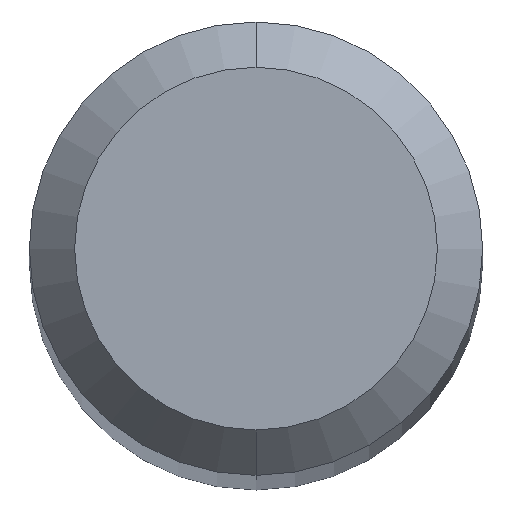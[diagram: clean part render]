
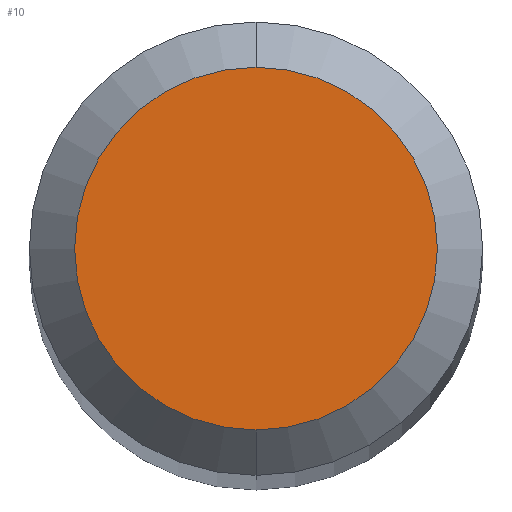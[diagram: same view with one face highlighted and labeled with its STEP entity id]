
A CAD part, top view. The second image highlights one B-rep face of the part: STEP entity #10.
In plain terms, the highlighted planar face has unit normal (0, 0, 1).
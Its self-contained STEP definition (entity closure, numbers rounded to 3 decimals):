
#2 = VERTEX_POINT ( 'NONE', #136 ) ;
#5 = CARTESIAN_POINT ( 'NONE',  ( 0., 0., 0. ) ) ;
#6 = CIRCLE ( 'NONE', #143, 1.849 ) ;
#10 = ADVANCED_FACE ( 'NONE', ( #124 ), #82, .F. ) ;
#22 = ORIENTED_EDGE ( 'NONE', *, *, #171, .T. ) ;
#23 = DIRECTION ( 'NONE',  ( 0., 1., 0. ) ) ;
#64 = DIRECTION ( 'NONE',  ( 0., 1., 0. ) ) ;
#68 = AXIS2_PLACEMENT_3D ( 'NONE', #152, #166, #64 ) ;
#71 = EDGE_LOOP ( 'NONE', ( #22, #144 ) ) ;
#82 = PLANE ( 'NONE',  #68 ) ;
#87 = CIRCLE ( 'NONE', #121, 1.849 ) ;
#121 = AXIS2_PLACEMENT_3D ( 'NONE', #5, #185, #23 ) ;
#124 = FACE_OUTER_BOUND ( 'NONE', #71, .T. ) ;
#136 = CARTESIAN_POINT ( 'NONE',  ( 0., -1.849, 0. ) ) ;
#141 = VERTEX_POINT ( 'NONE', #205 ) ;
#143 = AXIS2_PLACEMENT_3D ( 'NONE', #204, #147, #208 ) ;
#144 = ORIENTED_EDGE ( 'NONE', *, *, #158, .T. ) ;
#147 = DIRECTION ( 'NONE',  ( 0., 0., 1. ) ) ;
#152 = CARTESIAN_POINT ( 'NONE',  ( 0., 2.311, 0. ) ) ;
#158 = EDGE_CURVE ( 'NONE', #2, #141, #87, .T. ) ;
#166 = DIRECTION ( 'NONE',  ( 0., 0., -1. ) ) ;
#171 = EDGE_CURVE ( 'NONE', #141, #2, #6, .T. ) ;
#185 = DIRECTION ( 'NONE',  ( 0., 0., 1. ) ) ;
#204 = CARTESIAN_POINT ( 'NONE',  ( 0., 0., 0. ) ) ;
#205 = CARTESIAN_POINT ( 'NONE',  ( 0., 1.849, 0. ) ) ;
#208 = DIRECTION ( 'NONE',  ( 0., 1., 0. ) ) ;
